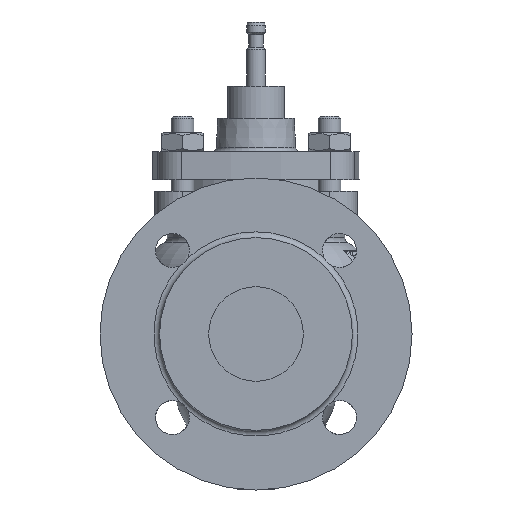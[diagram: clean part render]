
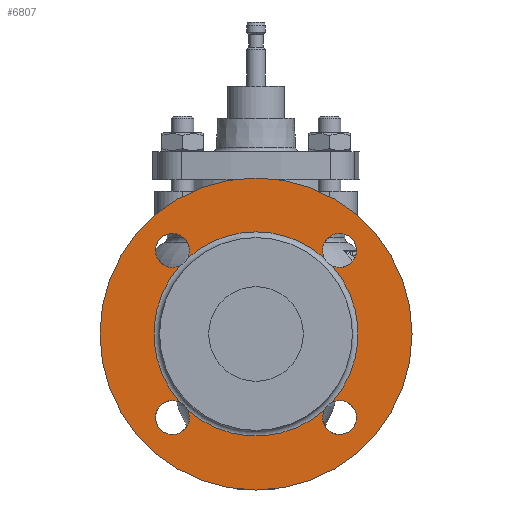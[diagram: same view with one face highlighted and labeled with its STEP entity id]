
A CAD part, left-side view. The second image highlights one B-rep face of the part: STEP entity #6807.
In plain terms, the highlighted planar face has unit normal (-1, 0, 0).
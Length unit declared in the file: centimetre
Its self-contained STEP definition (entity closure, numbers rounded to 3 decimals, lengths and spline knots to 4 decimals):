
#1455=FACE_BOUND('',#2347,.T.);
#1828=FACE_OUTER_BOUND('',#2346,.T.);
#2346=EDGE_LOOP('',(#5677));
#2347=EDGE_LOOP('',(#5678,#5679,#5680,#5681,#5682,#5683,#5684,#5685));
#2681=CIRCLE('',#7274,8.25);
#2682=CIRCLE('',#7275,5.4);
#2683=CIRCLE('',#7276,0.9);
#2684=CIRCLE('',#7277,5.4);
#2685=CIRCLE('',#7278,0.9);
#2686=CIRCLE('',#7279,5.4);
#2687=CIRCLE('',#7280,0.9);
#2688=CIRCLE('',#7281,5.4);
#2689=CIRCLE('',#7282,0.9);
#3280=VERTEX_POINT('',#14794);
#3281=VERTEX_POINT('',#14796);
#3282=VERTEX_POINT('',#14797);
#3283=VERTEX_POINT('',#14799);
#3284=VERTEX_POINT('',#14801);
#3285=VERTEX_POINT('',#14803);
#3286=VERTEX_POINT('',#14805);
#3287=VERTEX_POINT('',#14807);
#3288=VERTEX_POINT('',#14809);
#4118=EDGE_CURVE('',#3280,#3280,#2681,.T.);
#4119=EDGE_CURVE('',#3281,#3282,#2682,.T.);
#4120=EDGE_CURVE('',#3281,#3283,#2683,.T.);
#4121=EDGE_CURVE('',#3284,#3283,#2684,.T.);
#4122=EDGE_CURVE('',#3284,#3285,#2685,.T.);
#4123=EDGE_CURVE('',#3286,#3285,#2686,.T.);
#4124=EDGE_CURVE('',#3286,#3287,#2687,.T.);
#4125=EDGE_CURVE('',#3288,#3287,#2688,.T.);
#4126=EDGE_CURVE('',#3288,#3282,#2689,.T.);
#5677=ORIENTED_EDGE('',*,*,#4118,.T.);
#5678=ORIENTED_EDGE('',*,*,#4119,.F.);
#5679=ORIENTED_EDGE('',*,*,#4120,.T.);
#5680=ORIENTED_EDGE('',*,*,#4121,.F.);
#5681=ORIENTED_EDGE('',*,*,#4122,.T.);
#5682=ORIENTED_EDGE('',*,*,#4123,.F.);
#5683=ORIENTED_EDGE('',*,*,#4124,.T.);
#5684=ORIENTED_EDGE('',*,*,#4125,.F.);
#5685=ORIENTED_EDGE('',*,*,#4126,.T.);
#6491=PLANE('',#7273);
#6807=ADVANCED_FACE('',(#1828,#1455),#6491,.T.);
#7273=AXIS2_PLACEMENT_3D('',#14793,#8363,#8364);
#7274=AXIS2_PLACEMENT_3D('',#14795,#8365,#8366);
#7275=AXIS2_PLACEMENT_3D('',#14798,#8367,#8368);
#7276=AXIS2_PLACEMENT_3D('',#14800,#8369,#8370);
#7277=AXIS2_PLACEMENT_3D('',#14802,#8371,#8372);
#7278=AXIS2_PLACEMENT_3D('',#14804,#8373,#8374);
#7279=AXIS2_PLACEMENT_3D('',#14806,#8375,#8376);
#7280=AXIS2_PLACEMENT_3D('',#14808,#8377,#8378);
#7281=AXIS2_PLACEMENT_3D('',#14810,#8379,#8380);
#7282=AXIS2_PLACEMENT_3D('',#14811,#8381,#8382);
#8363=DIRECTION('center_axis',(-1.,0.,0.));
#8364=DIRECTION('ref_axis',(0.,0.,1.));
#8365=DIRECTION('center_axis',(-1.,0.,0.));
#8366=DIRECTION('ref_axis',(0.,0.,1.));
#8367=DIRECTION('center_axis',(-1.,0.,0.));
#8368=DIRECTION('ref_axis',(0.,0.,-1.));
#8369=DIRECTION('center_axis',(1.,0.,0.));
#8370=DIRECTION('ref_axis',(0.,-1.,0.));
#8371=DIRECTION('center_axis',(-1.,0.,0.));
#8372=DIRECTION('ref_axis',(0.,0.,-1.));
#8373=DIRECTION('center_axis',(1.,0.,0.));
#8374=DIRECTION('ref_axis',(0.,0.,-1.));
#8375=DIRECTION('center_axis',(-1.,0.,0.));
#8376=DIRECTION('ref_axis',(0.,0.,-1.));
#8377=DIRECTION('center_axis',(1.,0.,0.));
#8378=DIRECTION('ref_axis',(0.,1.,0.));
#8379=DIRECTION('center_axis',(-1.,0.,0.));
#8380=DIRECTION('ref_axis',(0.,0.,-1.));
#8381=DIRECTION('center_axis',(1.,0.,0.));
#8382=DIRECTION('ref_axis',(0.,0.,1.));
#14793=CARTESIAN_POINT('Origin',(-11.2,0.,-2.45));
#14794=CARTESIAN_POINT('',(-11.2,0.,0.7));
#14795=CARTESIAN_POINT('Origin',(-11.2,0.,-7.55));
#14796=CARTESIAN_POINT('',(-11.2,-4.0078,-11.1691));
#14797=CARTESIAN_POINT('',(-11.2,-4.0078,-3.9309));
#14798=CARTESIAN_POINT('Origin',(-11.2,0.,-7.55));
#14799=CARTESIAN_POINT('',(-11.2,-3.6191,-11.5578));
#14800=CARTESIAN_POINT('Origin',(-11.2,-4.4194,-11.9694));
#14801=CARTESIAN_POINT('',(-11.2,3.6191,-11.5578));
#14802=CARTESIAN_POINT('Origin',(-11.2,0.,-7.55));
#14803=CARTESIAN_POINT('',(-11.2,4.0078,-11.1691));
#14804=CARTESIAN_POINT('Origin',(-11.2,4.4194,-11.9694));
#14805=CARTESIAN_POINT('',(-11.2,4.0078,-3.9309));
#14806=CARTESIAN_POINT('Origin',(-11.2,0.,-7.55));
#14807=CARTESIAN_POINT('',(-11.2,3.6191,-3.5422));
#14808=CARTESIAN_POINT('Origin',(-11.2,4.4194,-3.1306));
#14809=CARTESIAN_POINT('',(-11.2,-3.6191,-3.5422));
#14810=CARTESIAN_POINT('Origin',(-11.2,0.,-7.55));
#14811=CARTESIAN_POINT('Origin',(-11.2,-4.4194,-3.1306));
